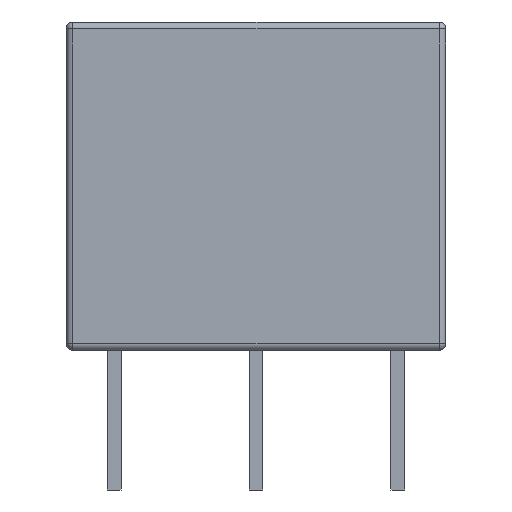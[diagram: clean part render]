
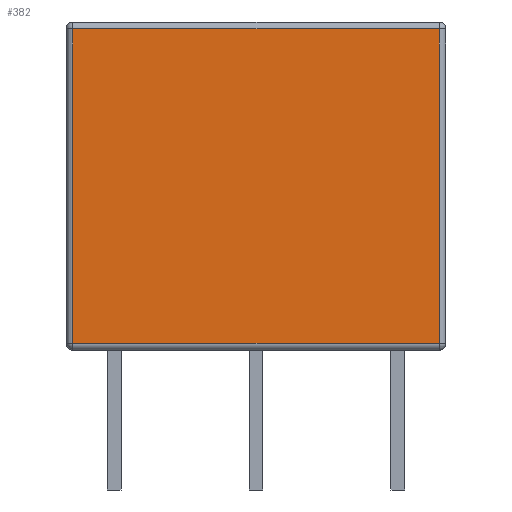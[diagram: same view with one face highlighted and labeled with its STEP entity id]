
A CAD part, left-side view. The second image highlights one B-rep face of the part: STEP entity #382.
In plain terms, the highlighted planar face has unit normal (-1, 0, 0).
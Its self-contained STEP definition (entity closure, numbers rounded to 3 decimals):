
#382 = ADVANCED_FACE( '', ( #823 ), #824, .F. );
#823 = FACE_OUTER_BOUND( '', #1345, .T. );
#824 = PLANE( '', #1346 );
#1345 = EDGE_LOOP( '', ( #2638, #2639, #2640, #2641 ) );
#1346 = AXIS2_PLACEMENT_3D( '', #2642, #2643, #2644 );
#2638 = ORIENTED_EDGE( '', *, *, #3697, .T. );
#2639 = ORIENTED_EDGE( '', *, *, #3521, .T. );
#2640 = ORIENTED_EDGE( '', *, *, #3647, .T. );
#2641 = ORIENTED_EDGE( '', *, *, #3412, .T. );
#2642 = CARTESIAN_POINT( '', ( -26.2, 13.6, 11.75 ) );
#2643 = DIRECTION( '', ( 1., 0., 0. ) );
#2644 = DIRECTION( '', ( 0., 0., -1. ) );
#3412 = EDGE_CURVE( '', #3938, #3935, #3939, .F. );
#3521 = EDGE_CURVE( '', #4125, #4122, #4126, .T. );
#3647 = EDGE_CURVE( '', #4122, #3938, #4323, .T. );
#3697 = EDGE_CURVE( '', #3935, #4125, #4401, .F. );
#3935 = VERTEX_POINT( '', #4747 );
#3938 = VERTEX_POINT( '', #4750 );
#3939 = LINE( '', #4751, #4752 );
#4122 = VERTEX_POINT( '', #5298 );
#4125 = VERTEX_POINT( '', #5301 );
#4126 = LINE( '', #5302, #5303 );
#4323 = LINE( '', #5878, #5879 );
#4401 = LINE( '', #6051, #6052 );
#4747 = CARTESIAN_POINT( '', ( -26.2, -13.1, 11.25 ) );
#4750 = CARTESIAN_POINT( '', ( -26.2, -13.1, -11.25 ) );
#4751 = CARTESIAN_POINT( '', ( -26.2, -13.1, 11.75 ) );
#4752 = VECTOR( '', #6930, 1000. );
#5298 = CARTESIAN_POINT( '', ( -26.2, 13.1, -11.25 ) );
#5301 = CARTESIAN_POINT( '', ( -26.2, 13.1, 11.25 ) );
#5302 = CARTESIAN_POINT( '', ( -26.2, 13.1, 11.75 ) );
#5303 = VECTOR( '', #6994, 1000. );
#5878 = CARTESIAN_POINT( '', ( -26.2, 13.6, -11.25 ) );
#5879 = VECTOR( '', #7052, 1000. );
#6051 = CARTESIAN_POINT( '', ( -26.2, 13.6, 11.25 ) );
#6052 = VECTOR( '', #7083, 1000. );
#6930 = DIRECTION( '', ( 0., 0., -1. ) );
#6994 = DIRECTION( '', ( 0., 0., -1. ) );
#7052 = DIRECTION( '', ( 0., -1., 0. ) );
#7083 = DIRECTION( '', ( 0., -1., 0. ) );
